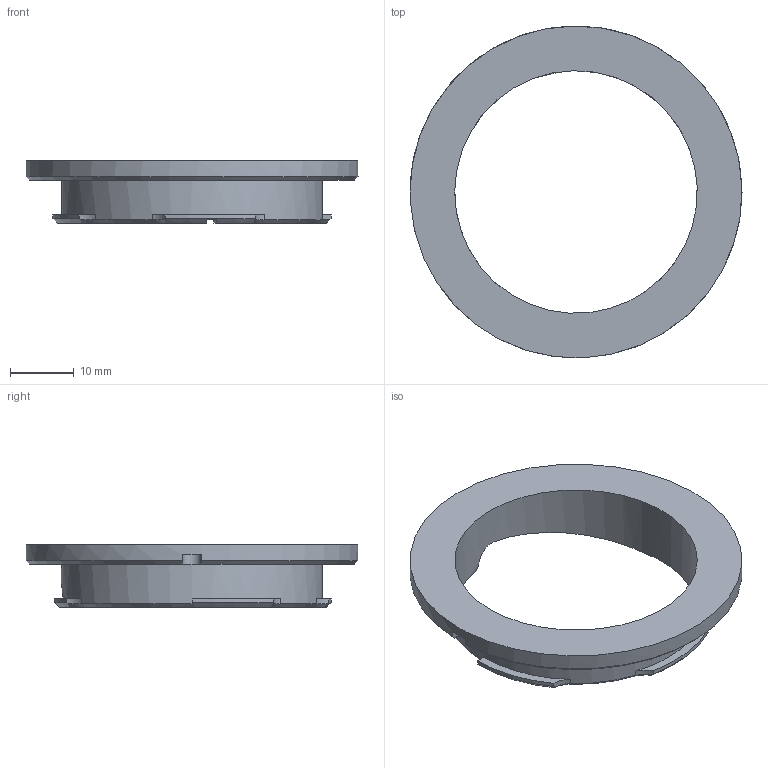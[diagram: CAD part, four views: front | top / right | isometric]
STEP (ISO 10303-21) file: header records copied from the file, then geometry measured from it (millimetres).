
FILE_DESCRIPTION(/* description */ (''),/* implementation_level */ '2;1');
FILE_NAME(/* name */ 'mountLensBase_leicaM',/* time_stamp */ '2023-12-05T16:31:50-05:00',/* author */ ('George Moua'),/* organization */ ('Archive 663'),/* preprocessor_version */ 'ST-DEVELOPER v16.7',/* originating_system */ 'Solid Edge',/* authorisation */ 'Unknown');
FILE_SCHEMA (('AUTOMOTIVE_DESIGN {1 0 10303 214 3 1 1}'));
Length unit declared in the file: millimetre
Products named in the file (3): mountLensBase; mountLensBase_leicaM_oa_0; mountLensBase_leicaM
Assembly tree (2 placements, depth 3):
  mountLensBase
    mountLensBase_leicaM_oa_0
      mountLensBase_leicaM
Bounding box: 52 x 51.99 x 9.75 mm (x, y, z)
Volume: 4129.7 mm3; surface area: 4464.1 mm2
Topology: 1 solids, 1 shells, 52 faces, 139 edges, 90 vertices
Faces by surface type: plane 25, cylinder 14, cone 12, bspline 1
Full cylindrical faces by diameter (mm): 38 x1, 40.9 x1, 52 x1
Entity records: 1780 total; most frequent: CARTESIAN_POINT 451, DIRECTION 267, ORIENTED_EDGE 266, EDGE_CURVE 133, AXIS2_PLACEMENT_3D 108, VERTEX_POINT 87, EDGE_LOOP 58, FACE_BOUND 58
